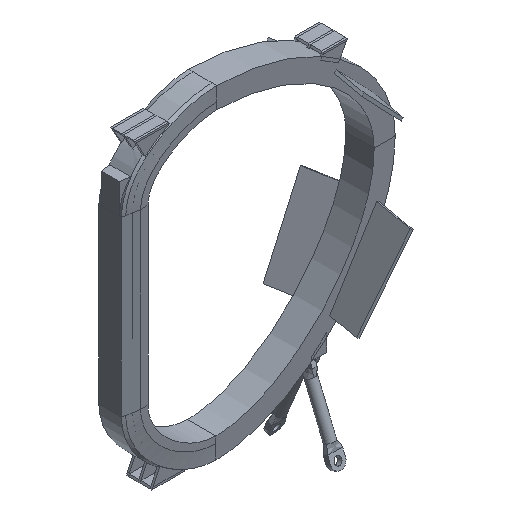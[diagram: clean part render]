
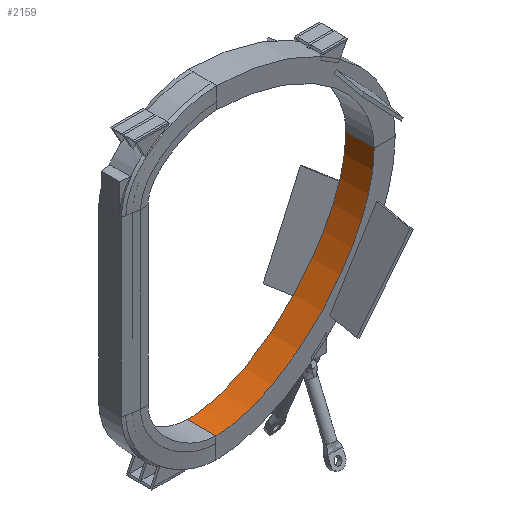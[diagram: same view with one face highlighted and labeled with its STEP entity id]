
A CAD part, isometric view. The second image highlights one B-rep face of the part: STEP entity #2159.
In plain terms, the highlighted free-form (B-spline) face has degree [1, 3] with [2, 4] control points.
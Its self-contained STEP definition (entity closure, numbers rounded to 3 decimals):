
#1554 = PLANE('',#1555);
#1555 = AXIS2_PLACEMENT_3D('',#1556,#1557,#1558);
#1556 = CARTESIAN_POINT('',(13099.086,-711.381,
    -4487.17));
#1557 = DIRECTION('',(0.,1.,0.));
#1558 = DIRECTION('',(0.735,0.,-0.679)
  );
#1697 = EDGE_CURVE('',#1698,#1700,#1702,.T.);
#1698 = VERTEX_POINT('',#1699);
#1699 = CARTESIAN_POINT('',(15762.473,-711.381,
    1059.613));
#1700 = VERTEX_POINT('',#1701);
#1701 = CARTESIAN_POINT('',(7811.996,-711.381,
    -7476.62));
#1702 = SURFACE_CURVE('',#1703,(#1708,#1716),.PCURVE_S1.);
#1703 = B_SPLINE_CURVE_WITH_KNOTS('',3,(#1704,#1705,#1706,#1707),
  .UNSPECIFIED.,.F.,.F.,(4,4),(0.,1.),.PIECEWISE_BEZIER_KNOTS.);
#1704 = CARTESIAN_POINT('',(15762.473,-711.381,
    1059.613));
#1705 = CARTESIAN_POINT('',(15806.342,-711.381,
    -2731.329));
#1706 = CARTESIAN_POINT('',(11603.193,-711.381,
    -7476.62));
#1707 = CARTESIAN_POINT('',(7811.996,-711.381,
    -7476.62));
#1708 = PCURVE('',#1554,#1709);
#1709 = DEFINITIONAL_REPRESENTATION('',(#1710),#1715);
#1710 = B_SPLINE_CURVE_WITH_KNOTS('',3,(#1711,#1712,#1713,#1714),
  .UNSPECIFIED.,.F.,.F.,(4,4),(0.,1.),.PIECEWISE_BEZIER_KNOTS.);
#1711 = CARTESIAN_POINT('',(-1807.497,-5881.614));
#1712 = CARTESIAN_POINT('',(797.132,-3126.786));
#1713 = CARTESIAN_POINT('',(929.746,3210.931));
#1714 = CARTESIAN_POINT('',(-1855.037,5783.508));
#1715 = ( GEOMETRIC_REPRESENTATION_CONTEXT(2) 
PARAMETRIC_REPRESENTATION_CONTEXT() REPRESENTATION_CONTEXT('2D SPACE',''
  ) );
#1716 = PCURVE('',#1717,#1726);
#1717 = B_SPLINE_SURFACE_WITH_KNOTS('',1,3,(
    (#1718,#1719,#1720,#1721)
    ,(#1722,#1723,#1724,#1725
    )),.UNSPECIFIED.,.F.,.F.,.F.,(2,2),(4,4),(1.,2.),(0.,1.),
  .PIECEWISE_BEZIER_KNOTS.);
#1718 = CARTESIAN_POINT('',(15762.473,711.381,
    1059.613));
#1719 = CARTESIAN_POINT('',(15806.342,711.381,
    -2731.329));
#1720 = CARTESIAN_POINT('',(11603.193,711.381,
    -7476.62));
#1721 = CARTESIAN_POINT('',(7811.996,711.381,
    -7476.62));
#1722 = CARTESIAN_POINT('',(15762.473,-711.381,
    1059.613));
#1723 = CARTESIAN_POINT('',(15806.342,-711.381,
    -2731.329));
#1724 = CARTESIAN_POINT('',(11603.193,-711.381,
    -7476.62));
#1725 = CARTESIAN_POINT('',(7811.996,-711.381,
    -7476.62));
#1726 = DEFINITIONAL_REPRESENTATION('',(#1727),#1730);
#1727 = B_SPLINE_CURVE_WITH_KNOTS('',1,(#1728,#1729),.UNSPECIFIED.,.F.,
  .F.,(2,2),(0.,1.),.PIECEWISE_BEZIER_KNOTS.);
#1728 = CARTESIAN_POINT('',(2.,0.));
#1729 = CARTESIAN_POINT('',(2.,1.));
#1730 = ( GEOMETRIC_REPRESENTATION_CONTEXT(2) 
PARAMETRIC_REPRESENTATION_CONTEXT() REPRESENTATION_CONTEXT('2D SPACE',''
  ) );
#2159 = ADVANCED_FACE('',(#2160),#1717,.F.);
#2160 = FACE_BOUND('',#2161,.F.);
#2161 = EDGE_LOOP('',(#2162,#2207,#2234,#2235));
#2162 = ORIENTED_EDGE('',*,*,#2163,.F.);
#2163 = EDGE_CURVE('',#2164,#2166,#2168,.T.);
#2164 = VERTEX_POINT('',#2165);
#2165 = CARTESIAN_POINT('',(15762.473,711.381,
    1059.613));
#2166 = VERTEX_POINT('',#2167);
#2167 = CARTESIAN_POINT('',(7811.996,711.381,
    -7476.62));
#2168 = SURFACE_CURVE('',#2169,(#2181,#2187),.PCURVE_S1.);
#2169 = B_SPLINE_CURVE_WITH_KNOTS('',10,(#2170,#2171,#2172,#2173,#2174,
    #2175,#2176,#2177,#2178,#2179,#2180),.UNSPECIFIED.,.F.,.F.,(11,11),(
    0.,1.),.PIECEWISE_BEZIER_KNOTS.);
#2170 = CARTESIAN_POINT('',(15762.473,711.381,
    1059.613));
#2171 = CARTESIAN_POINT('',(15775.634,711.381,
    -77.669));
#2172 = CARTESIAN_POINT('',(15505.66,711.381,
    -1278.575));
#2173 = CARTESIAN_POINT('',(14991.376,711.381,
    -2495.608));
#2174 = CARTESIAN_POINT('',(14271.608,711.381,
    -3681.269));
#2175 = CARTESIAN_POINT('',(13385.179,711.381,
    -4788.062));
#2176 = CARTESIAN_POINT('',(12370.914,711.381,
    -5768.491));
#2177 = CARTESIAN_POINT('',(11267.639,711.381,
    -6575.058));
#2178 = CARTESIAN_POINT('',(10114.178,711.381,
    -7160.267));
#2179 = CARTESIAN_POINT('',(8949.355,711.381,
    -7476.62));
#2180 = CARTESIAN_POINT('',(7811.996,711.381,
    -7476.62));
#2181 = PCURVE('',#1717,#2182);
#2182 = DEFINITIONAL_REPRESENTATION('',(#2183),#2186);
#2183 = B_SPLINE_CURVE_WITH_KNOTS('',1,(#2184,#2185),.UNSPECIFIED.,.F.,
  .F.,(2,2),(0.,1.),.PIECEWISE_BEZIER_KNOTS.);
#2184 = CARTESIAN_POINT('',(1.,0.));
#2185 = CARTESIAN_POINT('',(1.,1.));
#2186 = ( GEOMETRIC_REPRESENTATION_CONTEXT(2) 
PARAMETRIC_REPRESENTATION_CONTEXT() REPRESENTATION_CONTEXT('2D SPACE',''
  ) );
#2187 = PCURVE('',#2188,#2193);
#2188 = PLANE('',#2189);
#2189 = AXIS2_PLACEMENT_3D('',#2190,#2191,#2192);
#2190 = CARTESIAN_POINT('',(13099.086,711.381,
    -4487.17));
#2191 = DIRECTION('',(0.,-1.,0.));
#2192 = DIRECTION('',(-0.735,0.,0.679)
  );
#2193 = DEFINITIONAL_REPRESENTATION('',(#2194),#2206);
#2194 = B_SPLINE_CURVE_WITH_KNOTS('',10,(#2195,#2196,#2197,#2198,#2199,
    #2200,#2201,#2202,#2203,#2204,#2205),.UNSPECIFIED.,.F.,.F.,(11,11),(
    0.,1.),.PIECEWISE_BEZIER_KNOTS.);
#2195 = CARTESIAN_POINT('',(1807.497,-5881.614));
#2196 = CARTESIAN_POINT('',(1026.108,-5055.166));
#2197 = CARTESIAN_POINT('',(409.52,-3989.858));
#2198 = CARTESIAN_POINT('',(-38.555,-2746.925));
#2199 = CARTESIAN_POINT('',(-314.406,-1387.599));
#2200 = CARTESIAN_POINT('',(-414.322,26.885));
#2201 = CARTESIAN_POINT('',(-334.59,1435.294));
#2202 = CARTESIAN_POINT('',(-71.5,2776.394));
#2203 = CARTESIAN_POINT('',(378.66,3988.953));
#2204 = CARTESIAN_POINT('',(1019.602,5011.735));
#2205 = CARTESIAN_POINT('',(1855.037,5783.508));
#2206 = ( GEOMETRIC_REPRESENTATION_CONTEXT(2) 
PARAMETRIC_REPRESENTATION_CONTEXT() REPRESENTATION_CONTEXT('2D SPACE',''
  ) );
#2207 = ORIENTED_EDGE('',*,*,#2208,.T.);
#2208 = EDGE_CURVE('',#2164,#1698,#2209,.T.);
#2209 = SURFACE_CURVE('',#2210,(#2213,#2219),.PCURVE_S1.);
#2210 = B_SPLINE_CURVE_WITH_KNOTS('',1,(#2211,#2212),.UNSPECIFIED.,.F.,
  .F.,(2,2),(1.,2.),.PIECEWISE_BEZIER_KNOTS.);
#2211 = CARTESIAN_POINT('',(15762.473,711.381,
    1059.613));
#2212 = CARTESIAN_POINT('',(15762.473,-711.381,
    1059.613));
#2213 = PCURVE('',#1717,#2214);
#2214 = DEFINITIONAL_REPRESENTATION('',(#2215),#2218);
#2215 = B_SPLINE_CURVE_WITH_KNOTS('',1,(#2216,#2217),.UNSPECIFIED.,.F.,
  .F.,(2,2),(1.,2.),.PIECEWISE_BEZIER_KNOTS.);
#2216 = CARTESIAN_POINT('',(1.,0.));
#2217 = CARTESIAN_POINT('',(2.,0.));
#2218 = ( GEOMETRIC_REPRESENTATION_CONTEXT(2) 
PARAMETRIC_REPRESENTATION_CONTEXT() REPRESENTATION_CONTEXT('2D SPACE',''
  ) );
#2219 = PCURVE('',#2220,#2229);
#2220 = B_SPLINE_SURFACE_WITH_KNOTS('',1,3,(
    (#2221,#2222,#2223,#2224)
    ,(#2225,#2226,#2227,#2228
    )),.UNSPECIFIED.,.F.,.F.,.F.,(2,2),(4,4),(1.,2.),(0.,1.),
  .PIECEWISE_BEZIER_KNOTS.);
#2221 = CARTESIAN_POINT('',(7862.067,711.381,
    6672.502));
#2222 = CARTESIAN_POINT('',(11578.226,711.381,
    6672.502));
#2223 = CARTESIAN_POINT('',(15724.527,711.381,
    4338.627));
#2224 = CARTESIAN_POINT('',(15762.473,711.381,
    1059.613));
#2225 = CARTESIAN_POINT('',(7862.067,-711.381,
    6672.502));
#2226 = CARTESIAN_POINT('',(11578.226,-711.381,
    6672.502));
#2227 = CARTESIAN_POINT('',(15724.527,-711.381,
    4338.627));
#2228 = CARTESIAN_POINT('',(15762.473,-711.381,
    1059.613));
#2229 = DEFINITIONAL_REPRESENTATION('',(#2230),#2233);
#2230 = B_SPLINE_CURVE_WITH_KNOTS('',1,(#2231,#2232),.UNSPECIFIED.,.F.,
  .F.,(2,2),(1.,2.),.PIECEWISE_BEZIER_KNOTS.);
#2231 = CARTESIAN_POINT('',(1.,1.));
#2232 = CARTESIAN_POINT('',(2.,1.));
#2233 = ( GEOMETRIC_REPRESENTATION_CONTEXT(2) 
PARAMETRIC_REPRESENTATION_CONTEXT() REPRESENTATION_CONTEXT('2D SPACE',''
  ) );
#2234 = ORIENTED_EDGE('',*,*,#1697,.T.);
#2235 = ORIENTED_EDGE('',*,*,#2236,.T.);
#2236 = EDGE_CURVE('',#1700,#2166,#2237,.T.);
#2237 = SURFACE_CURVE('',#2238,(#2241,#2247),.PCURVE_S1.);
#2238 = B_SPLINE_CURVE_WITH_KNOTS('',1,(#2239,#2240),.UNSPECIFIED.,.F.,
  .F.,(2,2),(2.,3.),.PIECEWISE_BEZIER_KNOTS.);
#2239 = CARTESIAN_POINT('',(7811.996,-711.381,
    -7476.62));
#2240 = CARTESIAN_POINT('',(7811.996,711.381,
    -7476.62));
#2241 = PCURVE('',#1717,#2242);
#2242 = DEFINITIONAL_REPRESENTATION('',(#2243),#2246);
#2243 = B_SPLINE_CURVE_WITH_KNOTS('',1,(#2244,#2245),.UNSPECIFIED.,.F.,
  .F.,(2,2),(2.,3.),.PIECEWISE_BEZIER_KNOTS.);
#2244 = CARTESIAN_POINT('',(2.,1.));
#2245 = CARTESIAN_POINT('',(1.,1.));
#2246 = ( GEOMETRIC_REPRESENTATION_CONTEXT(2) 
PARAMETRIC_REPRESENTATION_CONTEXT() REPRESENTATION_CONTEXT('2D SPACE',''
  ) );
#2247 = PCURVE('',#2248,#2257);
#2248 = B_SPLINE_SURFACE_WITH_KNOTS('',1,3,(
    (#2249,#2250,#2251,#2252)
    ,(#2253,#2254,#2255,#2256
    )),.UNSPECIFIED.,.F.,.F.,.F.,(2,2),(4,4),(2.,3.),(0.,1.),
  .PIECEWISE_BEZIER_KNOTS.);
#2249 = CARTESIAN_POINT('',(7811.996,-711.381,
    -7476.62));
#2250 = CARTESIAN_POINT('',(6329.715,-711.381,
    -7476.62));
#2251 = CARTESIAN_POINT('',(4406.407,-711.381,
    -5925.18));
#2252 = CARTESIAN_POINT('',(4406.407,-711.381,
    -4442.899));
#2253 = CARTESIAN_POINT('',(7811.996,711.381,
    -7476.62));
#2254 = CARTESIAN_POINT('',(6329.715,711.381,
    -7476.62));
#2255 = CARTESIAN_POINT('',(4406.407,711.381,
    -5925.18));
#2256 = CARTESIAN_POINT('',(4406.407,711.381,
    -4442.899));
#2257 = DEFINITIONAL_REPRESENTATION('',(#2258),#2261);
#2258 = B_SPLINE_CURVE_WITH_KNOTS('',1,(#2259,#2260),.UNSPECIFIED.,.F.,
  .F.,(2,2),(2.,3.),.PIECEWISE_BEZIER_KNOTS.);
#2259 = CARTESIAN_POINT('',(2.,0.));
#2260 = CARTESIAN_POINT('',(3.,0.));
#2261 = ( GEOMETRIC_REPRESENTATION_CONTEXT(2) 
PARAMETRIC_REPRESENTATION_CONTEXT() REPRESENTATION_CONTEXT('2D SPACE',''
  ) );
